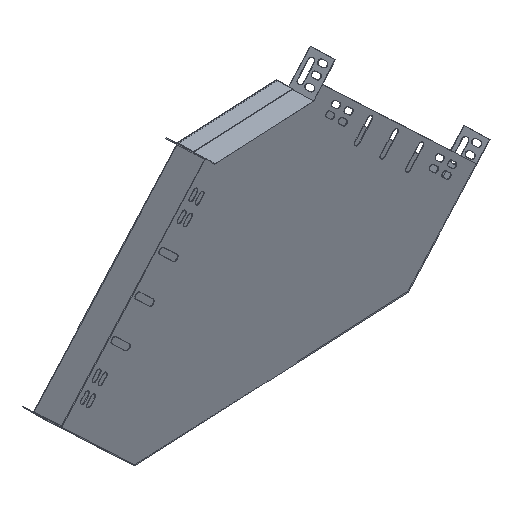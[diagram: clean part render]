
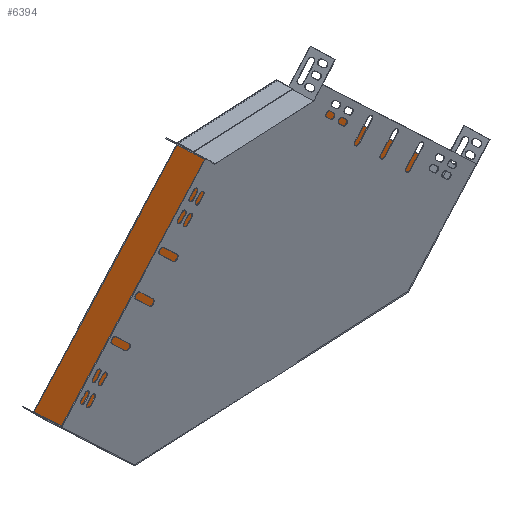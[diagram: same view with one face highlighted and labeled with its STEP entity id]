
A CAD part, isometric view. The second image highlights one B-rep face of the part: STEP entity #6394.
In plain terms, the highlighted planar face has unit normal (0.022, -1, 0.006).
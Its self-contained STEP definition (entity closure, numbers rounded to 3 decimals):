
#6 = DIRECTION ( 'NONE',  ( -0.999, -0.022, -0.027 ) ) ;
#20 = CARTESIAN_POINT ( 'NONE',  ( 106.755, 60.798, 78.688 ) ) ;
#159 = ORIENTED_EDGE ( 'NONE', *, *, #2456, .T. ) ;
#222 = LINE ( 'NONE', #2481, #1646 ) ;
#248 = CARTESIAN_POINT ( 'NONE',  ( 106.755, 60.798, 78.688 ) ) ;
#307 = CARTESIAN_POINT ( 'NONE',  ( -111.735, 57.359, 285.694 ) ) ;
#327 = ORIENTED_EDGE ( 'NONE', *, *, #4003, .T. ) ;
#412 = CARTESIAN_POINT ( 'NONE',  ( 21.055, 58.351, -12.321 ) ) ;
#440 = DIRECTION ( 'NONE',  ( 0.027, -0.006, -1. ) ) ;
#522 = VECTOR ( 'NONE', #6, 1000. ) ;
#665 = VERTEX_POINT ( 'NONE', #6279 ) ;
#702 = EDGE_CURVE ( 'NONE', #3087, #5514, #2704, .T. ) ;
#742 = EDGE_CURVE ( 'NONE', #4550, #5768, #6639, .T. ) ;
#747 = ORIENTED_EDGE ( 'NONE', *, *, #4166, .F. ) ;
#865 = VERTEX_POINT ( 'NONE', #5929 ) ;
#1341 = ORIENTED_EDGE ( 'NONE', *, *, #3398, .F. ) ;
#1384 = DIRECTION ( 'NONE',  ( -0.027, 0.006, 1. ) ) ;
#1408 = EDGE_CURVE ( 'NONE', #5768, #5242, #4787, .T. ) ;
#1449 = VECTOR ( 'NONE', #4673, 1000. ) ;
#1552 = CARTESIAN_POINT ( 'NONE',  ( -253.071, 54.257, 281.872 ) ) ;
#1646 = VECTOR ( 'NONE', #2996, 1000. ) ;
#1698 = VECTOR ( 'NONE', #1384, 1000. ) ;
#1854 = VERTEX_POINT ( 'NONE', #6246 ) ;
#1866 = DIRECTION ( 'NONE',  ( 0.027, -0.006, -1. ) ) ;
#1896 = CARTESIAN_POINT ( 'NONE',  ( -459.988, 48.353, 62.863 ) ) ;
#1908 = EDGE_CURVE ( 'NONE', #865, #665, #5872, .T. ) ;
#1938 = VECTOR ( 'NONE', #5976, 1000. ) ;
#1960 = VECTOR ( 'NONE', #3721, 1000. ) ;
#2252 = CARTESIAN_POINT ( 'NONE',  ( -111.749, 57.362, 286.194 ) ) ;
#2322 = ORIENTED_EDGE ( 'NONE', *, *, #3204, .F. ) ;
#2389 = CARTESIAN_POINT ( 'NONE',  ( 106.768, 60.795, 78.189 ) ) ;
#2456 = EDGE_CURVE ( 'NONE', #1854, #3087, #3337, .T. ) ;
#2481 = CARTESIAN_POINT ( 'NONE',  ( 21.055, 58.351, -12.321 ) ) ;
#2546 = CARTESIAN_POINT ( 'NONE',  ( -459.988, 48.353, 62.863 ) ) ;
#2704 = LINE ( 'NONE', #6847, #5408 ) ;
#2878 = CARTESIAN_POINT ( 'NONE',  ( 106.755, 60.798, 78.688 ) ) ;
#2929 = VERTEX_POINT ( 'NONE', #412 ) ;
#2996 = DIRECTION ( 'NONE',  ( 0.999, 0.022, 0.027 ) ) ;
#3069 = AXIS2_PLACEMENT_3D ( 'NONE', #248, #5064, #1866 ) ;
#3087 = VERTEX_POINT ( 'NONE', #3218 ) ;
#3201 = CARTESIAN_POINT ( 'NONE',  ( -253.071, 54.257, 281.872 ) ) ;
#3204 = EDGE_CURVE ( 'NONE', #1854, #4550, #6195, .T. ) ;
#3218 = CARTESIAN_POINT ( 'NONE',  ( -253.085, 54.259, 282.372 ) ) ;
#3337 = LINE ( 'NONE', #6400, #522 ) ;
#3377 = CARTESIAN_POINT ( 'NONE',  ( -460.001, 48.356, 63.363 ) ) ;
#3398 = EDGE_CURVE ( 'NONE', #5242, #2929, #6857, .T. ) ;
#3611 = VECTOR ( 'NONE', #6350, 1000. ) ;
#3721 = DIRECTION ( 'NONE',  ( 0.027, -0.006, -1. ) ) ;
#3886 = ORIENTED_EDGE ( 'NONE', *, *, #1908, .T. ) ;
#4003 = EDGE_CURVE ( 'NONE', #665, #2929, #222, .T. ) ;
#4166 = EDGE_CURVE ( 'NONE', #4965, #5514, #6651, .T. ) ;
#4550 = VERTEX_POINT ( 'NONE', #307 ) ;
#4673 = DIRECTION ( 'NONE',  ( 0.726, 0.011, -0.688 ) ) ;
#4729 = VECTOR ( 'NONE', #5291, 1000. ) ;
#4739 = CARTESIAN_POINT ( 'NONE',  ( -111.735, 57.359, 285.694 ) ) ;
#4787 = LINE ( 'NONE', #20, #1960 ) ;
#4965 = VERTEX_POINT ( 'NONE', #3377 ) ;
#5064 = DIRECTION ( 'NONE',  ( 0.022, -1., 0.006 ) ) ;
#5117 = FACE_OUTER_BOUND ( 'NONE', #5364, .T. ) ;
#5242 = VERTEX_POINT ( 'NONE', #6737 ) ;
#5291 = DIRECTION ( 'NONE',  ( 0.687, 0.02, 0.726 ) ) ;
#5364 = EDGE_LOOP ( 'NONE', ( #747, #6773, #3886, #327, #1341, #6434, #5506, #2322, #159, #6748 ) ) ;
#5408 = VECTOR ( 'NONE', #440, 1000. ) ;
#5446 = VECTOR ( 'NONE', #5601, 1000. ) ;
#5506 = ORIENTED_EDGE ( 'NONE', *, *, #742, .F. ) ;
#5514 = VERTEX_POINT ( 'NONE', #3201 ) ;
#5601 = DIRECTION ( 'NONE',  ( -0.687, -0.02, -0.726 ) ) ;
#5768 = VERTEX_POINT ( 'NONE', #2878 ) ;
#5835 = EDGE_CURVE ( 'NONE', #865, #4965, #6122, .T. ) ;
#5872 = LINE ( 'NONE', #2546, #1449 ) ;
#5929 = CARTESIAN_POINT ( 'NONE',  ( -459.988, 48.353, 62.863 ) ) ;
#5976 = DIRECTION ( 'NONE',  ( 0.027, -0.006, -1. ) ) ;
#6122 = LINE ( 'NONE', #1896, #1698 ) ;
#6195 = LINE ( 'NONE', #2252, #1938 ) ;
#6246 = CARTESIAN_POINT ( 'NONE',  ( -111.749, 57.362, 286.194 ) ) ;
#6279 = CARTESIAN_POINT ( 'NONE',  ( -369.486, 49.777, -22.881 ) ) ;
#6350 = DIRECTION ( 'NONE',  ( 0.726, 0.011, -0.688 ) ) ;
#6394 = ADVANCED_FACE ( 'NONE', ( #5117 ), #6642, .T. ) ;
#6400 = CARTESIAN_POINT ( 'NONE',  ( -253.085, 54.259, 282.372 ) ) ;
#6434 = ORIENTED_EDGE ( 'NONE', *, *, #1408, .F. ) ;
#6639 = LINE ( 'NONE', #4739, #3611 ) ;
#6642 = PLANE ( 'NONE',  #3069 ) ;
#6651 = LINE ( 'NONE', #1552, #4729 ) ;
#6737 = CARTESIAN_POINT ( 'NONE',  ( 106.768, 60.795, 78.189 ) ) ;
#6748 = ORIENTED_EDGE ( 'NONE', *, *, #702, .T. ) ;
#6773 = ORIENTED_EDGE ( 'NONE', *, *, #5835, .F. ) ;
#6847 = CARTESIAN_POINT ( 'NONE',  ( -253.085, 54.259, 282.372 ) ) ;
#6857 = LINE ( 'NONE', #2389, #5446 ) ;
